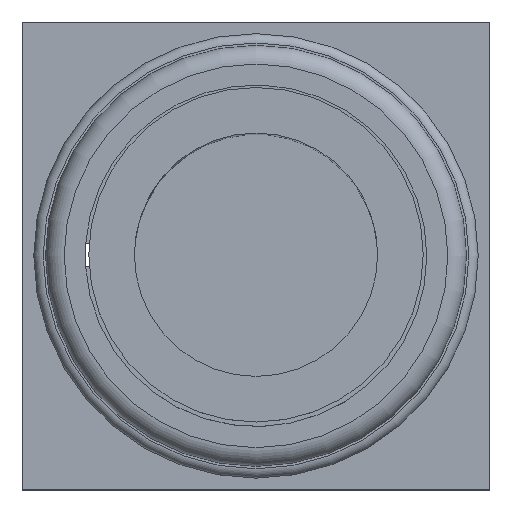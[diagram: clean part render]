
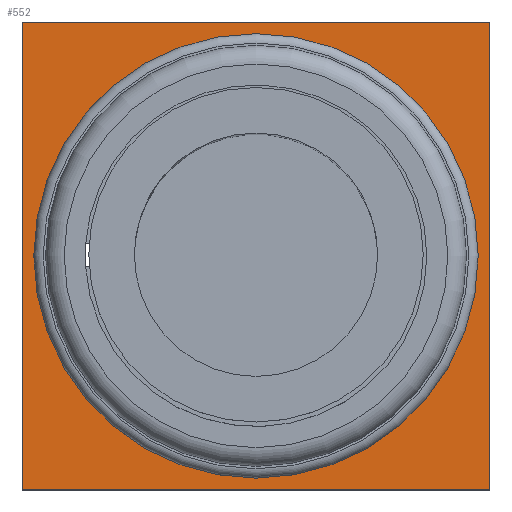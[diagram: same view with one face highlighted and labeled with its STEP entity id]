
A CAD part, top view. The second image highlights one B-rep face of the part: STEP entity #552.
In plain terms, the highlighted planar face has unit normal (0, 0, 1).
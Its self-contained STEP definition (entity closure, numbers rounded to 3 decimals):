
#30=FACE_BOUND('',#120,.T.);
#48=CIRCLE('',#611,47.232);
#83=FACE_OUTER_BOUND('',#119,.T.);
#119=EDGE_LOOP('',(#405,#406,#407,#408));
#120=EDGE_LOOP('',(#409));
#172=LINE('',#910,#215);
#173=LINE('',#912,#216);
#174=LINE('',#914,#217);
#175=LINE('',#915,#218);
#215=VECTOR('',#724,10.);
#216=VECTOR('',#725,10.);
#217=VECTOR('',#726,10.);
#218=VECTOR('',#727,10.);
#260=VERTEX_POINT('',#908);
#261=VERTEX_POINT('',#909);
#262=VERTEX_POINT('',#911);
#263=VERTEX_POINT('',#913);
#264=VERTEX_POINT('',#916);
#318=EDGE_CURVE('',#260,#261,#172,.T.);
#319=EDGE_CURVE('',#261,#262,#173,.T.);
#320=EDGE_CURVE('',#262,#263,#174,.T.);
#321=EDGE_CURVE('',#263,#260,#175,.T.);
#322=EDGE_CURVE('',#264,#264,#48,.T.);
#405=ORIENTED_EDGE('',*,*,#318,.T.);
#406=ORIENTED_EDGE('',*,*,#319,.T.);
#407=ORIENTED_EDGE('',*,*,#320,.T.);
#408=ORIENTED_EDGE('',*,*,#321,.T.);
#409=ORIENTED_EDGE('',*,*,#322,.F.);
#528=PLANE('',#610);
#552=ADVANCED_FACE('',(#83,#30),#528,.F.);
#610=AXIS2_PLACEMENT_3D('',#907,#722,#723);
#611=AXIS2_PLACEMENT_3D('',#917,#728,#729);
#722=DIRECTION('center_axis',(0.,0.,-1.));
#723=DIRECTION('ref_axis',(1.,0.,0.));
#724=DIRECTION('',(-1.,0.,0.));
#725=DIRECTION('',(0.,-1.,0.));
#726=DIRECTION('',(1.,0.,0.));
#727=DIRECTION('',(0.,1.,0.));
#728=DIRECTION('center_axis',(0.,0.,1.));
#729=DIRECTION('ref_axis',(-1.,0.,0.));
#907=CARTESIAN_POINT('Origin',(0.,0.,-11.));
#908=CARTESIAN_POINT('',(50.,50.,-11.));
#909=CARTESIAN_POINT('',(-50.,50.,-11.));
#910=CARTESIAN_POINT('',(50.,50.,-11.));
#911=CARTESIAN_POINT('',(-50.,-50.,-11.));
#912=CARTESIAN_POINT('',(-50.,50.,-11.));
#913=CARTESIAN_POINT('',(50.,-50.,-11.));
#914=CARTESIAN_POINT('',(-50.,-50.,-11.));
#915=CARTESIAN_POINT('',(50.,-50.,-11.));
#916=CARTESIAN_POINT('',(47.232,0.,-11.));
#917=CARTESIAN_POINT('Origin',(0.,0.,
-11.));
